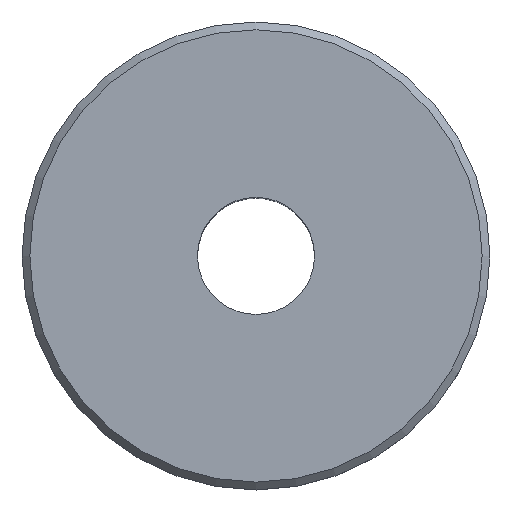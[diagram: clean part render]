
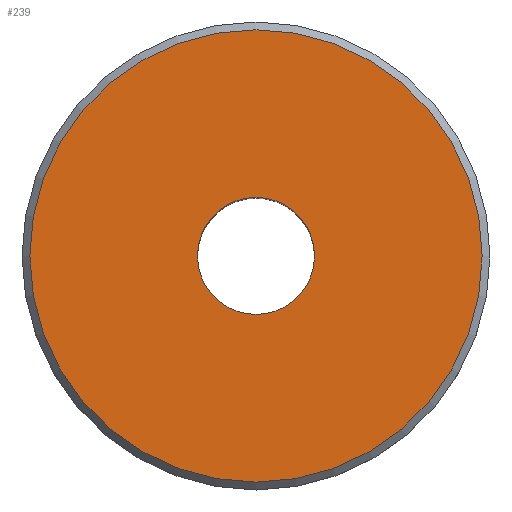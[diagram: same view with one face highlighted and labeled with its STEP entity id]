
A CAD part, top view. The second image highlights one B-rep face of the part: STEP entity #239.
In plain terms, the highlighted planar face has unit normal (0, 0, 1).
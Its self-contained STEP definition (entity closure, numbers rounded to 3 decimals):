
#18=FACE_BOUND('',#56,.T.);
#23=PLANE('',#277);
#37=FACE_OUTER_BOUND('',#55,.T.);
#55=EDGE_LOOP('',(#183));
#56=EDGE_LOOP('',(#184));
#91=CIRCLE('',#266,7.5);
#97=CIRCLE('',#276,29.);
#113=VERTEX_POINT('',#396);
#119=VERTEX_POINT('',#415);
#133=EDGE_CURVE('',#113,#113,#91,.T.);
#142=EDGE_CURVE('',#119,#119,#97,.T.);
#183=ORIENTED_EDGE('',*,*,#142,.F.);
#184=ORIENTED_EDGE('',*,*,#133,.T.);
#239=ADVANCED_FACE('',(#37,#18),#23,.T.);
#266=AXIS2_PLACEMENT_3D('',#397,#308,#309);
#276=AXIS2_PLACEMENT_3D('',#416,#331,#332);
#277=AXIS2_PLACEMENT_3D('',#418,#334,#335);
#308=DIRECTION('center_axis',(0.,0.,-1.));
#309=DIRECTION('ref_axis',(-1.,0.,0.));
#331=DIRECTION('center_axis',(0.,0.,-1.));
#332=DIRECTION('ref_axis',(-1.,0.,0.));
#334=DIRECTION('center_axis',(0.,0.,1.));
#335=DIRECTION('ref_axis',(-1.,0.,0.));
#396=CARTESIAN_POINT('',(7.5,0.,58.981));
#397=CARTESIAN_POINT('Origin',(0.,0.,58.981));
#415=CARTESIAN_POINT('',(29.,0.,58.981));
#416=CARTESIAN_POINT('Origin',(0.,0.,58.981));
#418=CARTESIAN_POINT('Origin',(0.,0.,58.981));
